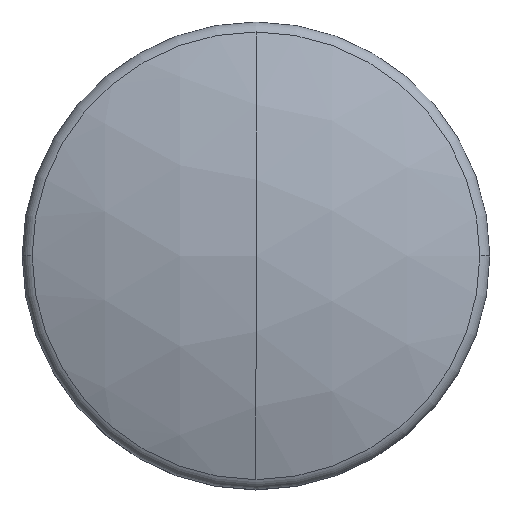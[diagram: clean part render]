
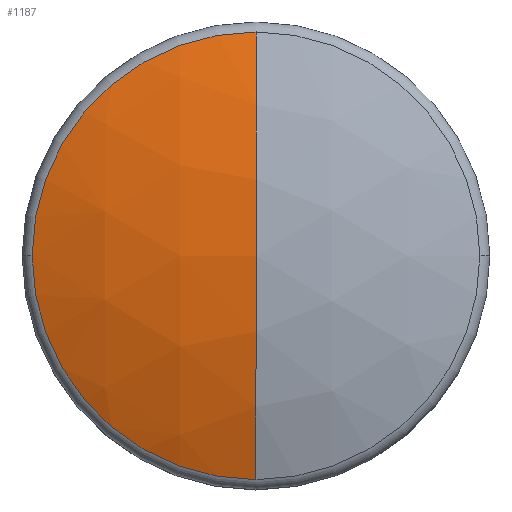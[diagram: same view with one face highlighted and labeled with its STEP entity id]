
A CAD part, top view. The second image highlights one B-rep face of the part: STEP entity #1187.
In plain terms, the highlighted spherical face has radius 40 mm.
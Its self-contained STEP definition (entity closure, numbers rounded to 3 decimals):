
#36 = DIRECTION ( 'NONE',  ( 0., 0., 1. ) ) ;
#163 = CIRCLE ( 'NONE', #535, 14.359 ) ;
#165 = CIRCLE ( 'NONE', #318, 14.359 ) ;
#191 = CIRCLE ( 'NONE', #541, 40. ) ;
#193 = CIRCLE ( 'NONE', #1219, 40. ) ;
#206 = CARTESIAN_POINT ( 'NONE',  ( 0., 14.359, -2.666 ) ) ;
#210 = CARTESIAN_POINT ( 'NONE',  ( 0., 0., 0. ) ) ;
#219 = CARTESIAN_POINT ( 'NONE',  ( 0., -14.359, -2.666 ) ) ;
#318 = AXIS2_PLACEMENT_3D ( 'NONE', #641, #642, #644 ) ;
#534 = CARTESIAN_POINT ( 'NONE',  ( 0., 0., -2.666 ) ) ;
#535 = AXIS2_PLACEMENT_3D ( 'NONE', #534, #36, #695 ) ;
#541 = AXIS2_PLACEMENT_3D ( 'NONE', #718, #719, #720 ) ;
#578 = CARTESIAN_POINT ( 'NONE',  ( -14.359, 0., -2.666 ) ) ;
#641 = CARTESIAN_POINT ( 'NONE',  ( 0., 0., -2.666 ) ) ;
#642 = DIRECTION ( 'NONE',  ( 0., 0., 1. ) ) ;
#644 = DIRECTION ( 'NONE',  ( -1., 0., 0. ) ) ;
#695 = DIRECTION ( 'NONE',  ( -1., 0., 0. ) ) ;
#718 = CARTESIAN_POINT ( 'NONE',  ( 0., 0., -40. ) ) ;
#719 = DIRECTION ( 'NONE',  ( 1., 0., 0. ) ) ;
#720 = DIRECTION ( 'NONE',  ( 0., 0., -1. ) ) ;
#730 = CARTESIAN_POINT ( 'NONE',  ( 0., 0., -40. ) ) ;
#731 = DIRECTION ( 'NONE',  ( -1., 0., 0. ) ) ;
#732 = DIRECTION ( 'NONE',  ( 0., -1., 0. ) ) ;
#764 = CARTESIAN_POINT ( 'NONE',  ( 0., 0., -40. ) ) ;
#765 = DIRECTION ( 'NONE',  ( -1., 0., 0. ) ) ;
#766 = DIRECTION ( 'NONE',  ( 0., 1., 0. ) ) ;
#935 = VERTEX_POINT ( 'NONE', #206 ) ;
#948 = VERTEX_POINT ( 'NONE', #219 ) ;
#957 = VERTEX_POINT ( 'NONE', #210 ) ;
#997 = VERTEX_POINT ( 'NONE', #578 ) ;
#1124 = ORIENTED_EDGE ( 'NONE', *, *, #1167, .T. ) ;
#1149 = EDGE_CURVE ( 'NONE', #997, #948, #165, .T. ) ;
#1155 = EDGE_CURVE ( 'NONE', #935, #997, #163, .T. ) ;
#1163 = EDGE_CURVE ( 'NONE', #935, #957, #191, .T. ) ;
#1167 = EDGE_CURVE ( 'NONE', #948, #957, #193, .T. ) ;
#1187 = ADVANCED_FACE ( 'NONE', ( #1215 ), #1201, .T. ) ;
#1200 = AXIS2_PLACEMENT_3D ( 'NONE', #764, #765, #766 ) ;
#1201 = SPHERICAL_SURFACE ( 'NONE', #1200, 40. ) ;
#1215 = FACE_OUTER_BOUND ( 'NONE', #1289, .T. ) ;
#1219 = AXIS2_PLACEMENT_3D ( 'NONE', #730, #731, #732 ) ;
#1289 = EDGE_LOOP ( 'NONE', ( #1489, #1497, #1124, #1491 ) ) ;
#1489 = ORIENTED_EDGE ( 'NONE', *, *, #1155, .T. ) ;
#1491 = ORIENTED_EDGE ( 'NONE', *, *, #1163, .F. ) ;
#1497 = ORIENTED_EDGE ( 'NONE', *, *, #1149, .T. ) ;
